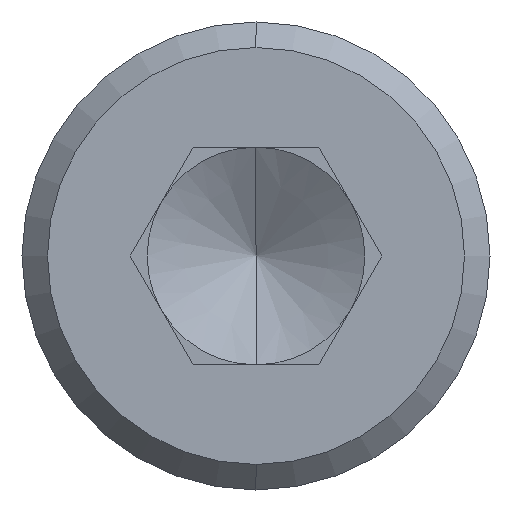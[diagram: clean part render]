
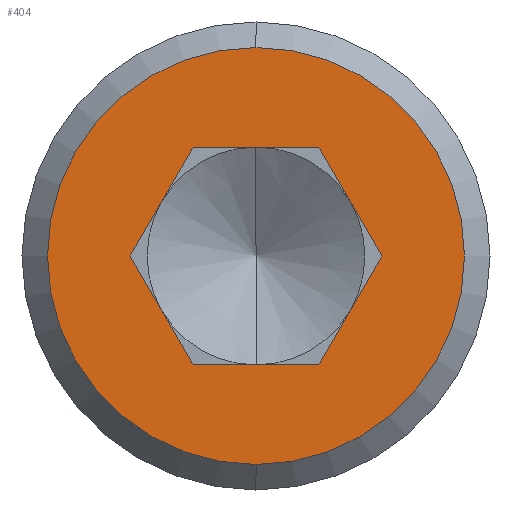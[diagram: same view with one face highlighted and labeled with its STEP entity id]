
A CAD part, left-side view. The second image highlights one B-rep face of the part: STEP entity #404.
In plain terms, the highlighted planar face has unit normal (-1, 0, 0).
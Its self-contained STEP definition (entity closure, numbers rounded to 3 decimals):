
#15 = EDGE_LOOP ( 'NONE', ( #691, #466, #387, #726, #589, #617 ) ) ;
#16 = EDGE_CURVE ( 'NONE', #180, #130, #187, .T. ) ;
#33 = DIRECTION ( 'NONE',  ( 0., -0.5, -0.866 ) ) ;
#38 = ORIENTED_EDGE ( 'NONE', *, *, #218, .T. ) ;
#39 = EDGE_CURVE ( 'NONE', #161, #699, #252, .T. ) ;
#59 = ORIENTED_EDGE ( 'NONE', *, *, #394, .T. ) ;
#89 = CARTESIAN_POINT ( 'NONE',  ( 0., 0., 0. ) ) ;
#102 = VECTOR ( 'NONE', #33, 1000. ) ;
#109 = DIRECTION ( 'NONE',  ( 0., -1., 0. ) ) ;
#130 = VERTEX_POINT ( 'NONE', #639 ) ;
#132 = VERTEX_POINT ( 'NONE', #516 ) ;
#142 = CARTESIAN_POINT ( 'NONE',  ( 0., 0., 0. ) ) ;
#160 = CARTESIAN_POINT ( 'NONE',  ( 0., 0., 0. ) ) ;
#161 = VERTEX_POINT ( 'NONE', #284 ) ;
#180 = VERTEX_POINT ( 'NONE', #222 ) ;
#187 = LINE ( 'NONE', #650, #700 ) ;
#200 = VERTEX_POINT ( 'NONE', #214 ) ;
#209 = DIRECTION ( 'NONE',  ( 0., -0.5, 0.866 ) ) ;
#212 = EDGE_CURVE ( 'NONE', #722, #130, #635, .T. ) ;
#214 = CARTESIAN_POINT ( 'NONE',  ( 0., 0., -2.45 ) ) ;
#218 = EDGE_CURVE ( 'NONE', #132, #200, #281, .T. ) ;
#222 = CARTESIAN_POINT ( 'NONE',  ( 0., -1.478, 0. ) ) ;
#231 = AXIS2_PLACEMENT_3D ( 'NONE', #142, #382, #315 ) ;
#232 = EDGE_CURVE ( 'NONE', #686, #722, #685, .T. ) ;
#244 = VECTOR ( 'NONE', #209, 1000. ) ;
#252 = LINE ( 'NONE', #314, #643 ) ;
#270 = CIRCLE ( 'NONE', #231, 2.45 ) ;
#281 = CIRCLE ( 'NONE', #452, 2.45 ) ;
#284 = CARTESIAN_POINT ( 'NONE',  ( 0., -0.739, 1.28 ) ) ;
#314 = CARTESIAN_POINT ( 'NONE',  ( 0., -0.739, 1.28 ) ) ;
#315 = DIRECTION ( 'NONE',  ( 0., 0., 1. ) ) ;
#346 = DIRECTION ( 'NONE',  ( 0., -0.5, -0.866 ) ) ;
#360 = DIRECTION ( 'NONE',  ( 0., 1., 0. ) ) ;
#382 = DIRECTION ( 'NONE',  ( -1., 0., 0. ) ) ;
#385 = LINE ( 'NONE', #616, #102 ) ;
#387 = ORIENTED_EDGE ( 'NONE', *, *, #448, .T. ) ;
#394 = EDGE_CURVE ( 'NONE', #200, #132, #270, .T. ) ;
#395 = CARTESIAN_POINT ( 'NONE',  ( 0., 0.739, -1.28 ) ) ;
#398 = DIRECTION ( 'NONE',  ( -1., 0., 0. ) ) ;
#404 = ADVANCED_FACE ( 'NONE', ( #665, #445 ), #715, .T. ) ;
#408 = CARTESIAN_POINT ( 'NONE',  ( 0., 1.478, 0. ) ) ;
#410 = CARTESIAN_POINT ( 'NONE',  ( 0., 0.739, 1.28 ) ) ;
#413 = CARTESIAN_POINT ( 'NONE',  ( 0., 1.478, 0. ) ) ;
#421 = DIRECTION ( 'NONE',  ( 0., 0.5, -0.866 ) ) ;
#443 = DIRECTION ( 'NONE',  ( -1., 0., 0. ) ) ;
#445 = FACE_OUTER_BOUND ( 'NONE', #732, .T. ) ;
#448 = EDGE_CURVE ( 'NONE', #161, #180, #385, .T. ) ;
#452 = AXIS2_PLACEMENT_3D ( 'NONE', #160, #398, #461 ) ;
#461 = DIRECTION ( 'NONE',  ( 0., 0., 1. ) ) ;
#466 = ORIENTED_EDGE ( 'NONE', *, *, #39, .F. ) ;
#483 = EDGE_CURVE ( 'NONE', #686, #699, #728, .T. ) ;
#516 = CARTESIAN_POINT ( 'NONE',  ( 0., 0., 2.45 ) ) ;
#572 = VECTOR ( 'NONE', #346, 1000. ) ;
#589 = ORIENTED_EDGE ( 'NONE', *, *, #212, .F. ) ;
#616 = CARTESIAN_POINT ( 'NONE',  ( 0., -0.739, 1.28 ) ) ;
#617 = ORIENTED_EDGE ( 'NONE', *, *, #232, .F. ) ;
#635 = LINE ( 'NONE', #395, #687 ) ;
#639 = CARTESIAN_POINT ( 'NONE',  ( 0., -0.739, -1.28 ) ) ;
#643 = VECTOR ( 'NONE', #360, 1000. ) ;
#650 = CARTESIAN_POINT ( 'NONE',  ( 0., -1.478, 0. ) ) ;
#659 = DIRECTION ( 'NONE',  ( 0., 0., 1. ) ) ;
#665 = FACE_BOUND ( 'NONE', #15, .T. ) ;
#685 = LINE ( 'NONE', #408, #572 ) ;
#686 = VERTEX_POINT ( 'NONE', #413 ) ;
#687 = VECTOR ( 'NONE', #109, 1000. ) ;
#691 = ORIENTED_EDGE ( 'NONE', *, *, #483, .T. ) ;
#695 = CARTESIAN_POINT ( 'NONE',  ( 0., 0.739, -1.28 ) ) ;
#699 = VERTEX_POINT ( 'NONE', #410 ) ;
#700 = VECTOR ( 'NONE', #421, 1000. ) ;
#701 = AXIS2_PLACEMENT_3D ( 'NONE', #89, #443, #659 ) ;
#715 = PLANE ( 'NONE',  #701 ) ;
#722 = VERTEX_POINT ( 'NONE', #695 ) ;
#723 = CARTESIAN_POINT ( 'NONE',  ( 0., 1.478, 0. ) ) ;
#726 = ORIENTED_EDGE ( 'NONE', *, *, #16, .T. ) ;
#728 = LINE ( 'NONE', #723, #244 ) ;
#732 = EDGE_LOOP ( 'NONE', ( #59, #38 ) ) ;
